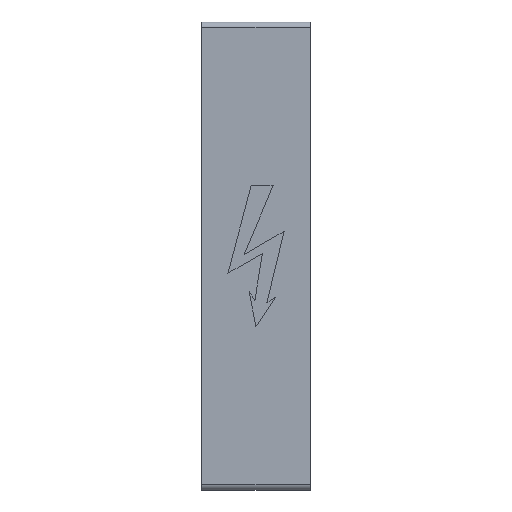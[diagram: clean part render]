
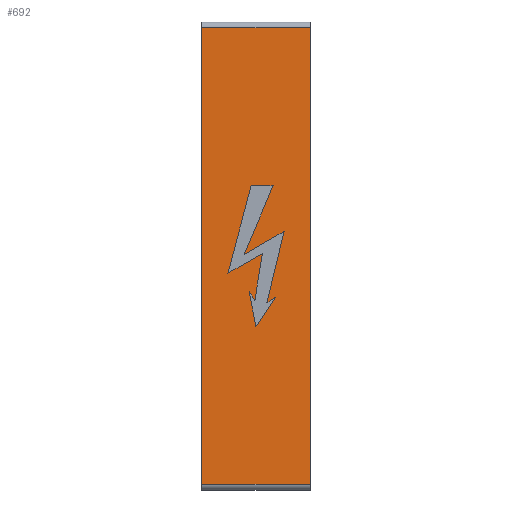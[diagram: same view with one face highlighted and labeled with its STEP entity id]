
A CAD part, top view. The second image highlights one B-rep face of the part: STEP entity #692.
In plain terms, the highlighted planar face has unit normal (0, 0, 1).
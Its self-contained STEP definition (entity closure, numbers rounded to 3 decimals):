
#679=AXIS2_PLACEMENT_3D('Plane Axis2P3D',#676,#677,#678) ;
#293=CARTESIAN_POINT('Vertex',(7.7,32.9,11.736)) ;
#296=CARTESIAN_POINT('Line Origine',(7.7,16.65,11.736)) ;
#300=CARTESIAN_POINT('Vertex',(7.7,0.4,11.736)) ;
#421=CARTESIAN_POINT('Vertex',(0.,0.4,11.736)) ;
#424=CARTESIAN_POINT('Line Origine',(0.,16.65,11.736)) ;
#428=CARTESIAN_POINT('Vertex',(0.,32.9,11.736)) ;
#664=CARTESIAN_POINT('Line Origine',(3.85,32.9,11.736)) ;
#676=CARTESIAN_POINT('Axis2P3D Location',(3.85,0.4,11.736)) ;
#681=CARTESIAN_POINT('Line Origine',(3.85,0.4,11.736)) ;
#297=DIRECTION('Vector Direction',(0.,1.,0.)) ;
#425=DIRECTION('Vector Direction',(0.,1.,0.)) ;
#665=DIRECTION('Vector Direction',(-1.,0.,0.)) ;
#677=DIRECTION('Axis2P3D Direction',(0.,0.,-1.)) ;
#678=DIRECTION('Axis2P3D XDirection',(0.,1.,0.)) ;
#682=DIRECTION('Vector Direction',(1.,0.,0.)) ;
#298=VECTOR('Line Direction',#297,1.) ;
#426=VECTOR('Line Direction',#425,1.) ;
#666=VECTOR('Line Direction',#665,1.) ;
#683=VECTOR('Line Direction',#682,1.) ;
#687=ORIENTED_EDGE('',*,*,#302,.T.) ;
#688=ORIENTED_EDGE('',*,*,#668,.F.) ;
#689=ORIENTED_EDGE('',*,*,#430,.F.) ;
#690=ORIENTED_EDGE('',*,*,#685,.T.) ;
#692=ADVANCED_FACE('S3D - gedreht',(#691),#680,.F.) ;
#302=EDGE_CURVE('',#301,#294,#299,.T.) ;
#430=EDGE_CURVE('',#422,#429,#427,.T.) ;
#668=EDGE_CURVE('',#429,#294,#667,.F.) ;
#685=EDGE_CURVE('',#422,#301,#684,.T.) ;
#686=EDGE_LOOP('',(#687,#688,#689,#690)) ;
#691=FACE_OUTER_BOUND('',#686,.T.) ;
#299=LINE('Line',#296,#298) ;
#427=LINE('Line',#424,#426) ;
#667=LINE('Line',#664,#666) ;
#684=LINE('Line',#681,#683) ;
#680=PLANE('',#679) ;
#294=VERTEX_POINT('',#293) ;
#301=VERTEX_POINT('',#300) ;
#422=VERTEX_POINT('',#421) ;
#429=VERTEX_POINT('',#428) ;
